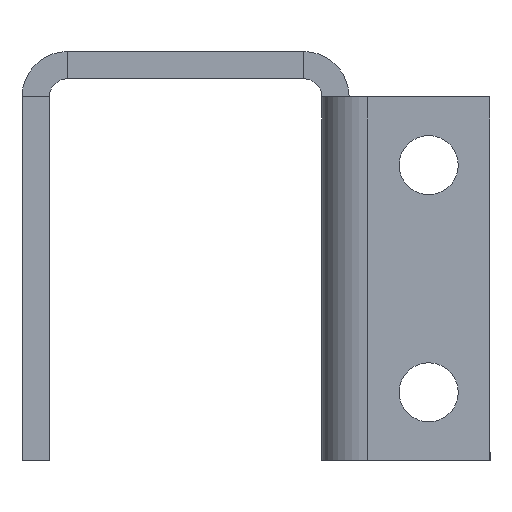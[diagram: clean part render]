
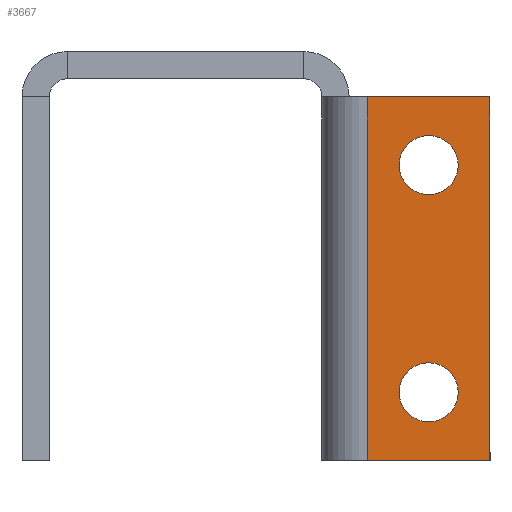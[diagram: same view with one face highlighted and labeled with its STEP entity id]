
A CAD part, left-side view. The second image highlights one B-rep face of the part: STEP entity #3667.
In plain terms, the highlighted planar face has unit normal (-1, 0, 0).
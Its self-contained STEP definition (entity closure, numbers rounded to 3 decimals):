
#19 = EDGE_CURVE ( 'NONE', #6091, #6739, #2330, .T. ) ;
#22 = DIRECTION ( 'NONE',  ( 0., -1., 0. ) ) ;
#90 = CARTESIAN_POINT ( 'NONE',  ( -724., 0., -45. ) ) ;
#405 = VERTEX_POINT ( 'NONE', #5739 ) ;
#501 = VERTEX_POINT ( 'NONE', #6357 ) ;
#572 = CARTESIAN_POINT ( 'NONE',  ( -724., -15.5, 0. ) ) ;
#656 = VERTEX_POINT ( 'NONE', #4518 ) ;
#831 = DIRECTION ( 'NONE',  ( 0., 0., 1. ) ) ;
#902 = FACE_BOUND ( 'NONE', #4224, .T. ) ;
#1003 = CARTESIAN_POINT ( 'NONE',  ( -724., -8.75, -37.5 ) ) ;
#1309 = LINE ( 'NONE', #572, #4503 ) ;
#1528 = DIRECTION ( 'NONE',  ( 0., -1., 0. ) ) ;
#1555 = DIRECTION ( 'NONE',  ( 0., 0., -1. ) ) ;
#1591 = DIRECTION ( 'NONE',  ( 1., 0., 0. ) ) ;
#1603 = CARTESIAN_POINT ( 'NONE',  ( -724., 0., 0. ) ) ;
#1831 = PLANE ( 'NONE',  #2885 ) ;
#1902 = VERTEX_POINT ( 'NONE', #2601 ) ;
#2082 = VECTOR ( 'NONE', #4343, 1000. ) ;
#2117 = ORIENTED_EDGE ( 'NONE', *, *, #6885, .F. ) ;
#2305 = ORIENTED_EDGE ( 'NONE', *, *, #5501, .F. ) ;
#2330 = LINE ( 'NONE', #4274, #2082 ) ;
#2381 = EDGE_CURVE ( 'NONE', #656, #6739, #3190, .T. ) ;
#2459 = ORIENTED_EDGE ( 'NONE', *, *, #2381, .F. ) ;
#2601 = CARTESIAN_POINT ( 'NONE',  ( -724., -12., -12.5 ) ) ;
#2633 = ORIENTED_EDGE ( 'NONE', *, *, #3921, .T. ) ;
#2720 = ORIENTED_EDGE ( 'NONE', *, *, #3826, .T. ) ;
#2885 = AXIS2_PLACEMENT_3D ( 'NONE', #1603, #1591, #1555 ) ;
#2992 = ORIENTED_EDGE ( 'NONE', *, *, #19, .T. ) ;
#3044 = EDGE_LOOP ( 'NONE', ( #2117 ) ) ;
#3045 = CIRCLE ( 'NONE', #3966, 3.25 ) ;
#3190 = LINE ( 'NONE', #3408, #5860 ) ;
#3324 = VECTOR ( 'NONE', #22, 1000. ) ;
#3408 = CARTESIAN_POINT ( 'NONE',  ( -724., -2., -5. ) ) ;
#3462 = DIRECTION ( 'NONE',  ( 0., -1., 0. ) ) ;
#3485 = DIRECTION ( 'NONE',  ( -1., 0., 0. ) ) ;
#3494 = LINE ( 'NONE', #90, #3324 ) ;
#3512 = CARTESIAN_POINT ( 'NONE',  ( -724., -8.75, -12.5 ) ) ;
#3667 = ADVANCED_FACE ( 'NONE', ( #3749, #902, #6740 ), #1831, .F. ) ;
#3749 = FACE_BOUND ( 'NONE', #3044, .T. ) ;
#3826 = EDGE_CURVE ( 'NONE', #405, #6091, #1309, .T. ) ;
#3921 = EDGE_CURVE ( 'NONE', #656, #405, #3494, .T. ) ;
#3966 = AXIS2_PLACEMENT_3D ( 'NONE', #3512, #3485, #3462 ) ;
#4224 = EDGE_LOOP ( 'NONE', ( #2305 ) ) ;
#4274 = CARTESIAN_POINT ( 'NONE',  ( -724., 0., -5. ) ) ;
#4343 = DIRECTION ( 'NONE',  ( 0., 1., 0. ) ) ;
#4357 = DIRECTION ( 'NONE',  ( 0., 0., 1. ) ) ;
#4503 = VECTOR ( 'NONE', #831, 1000. ) ;
#4518 = CARTESIAN_POINT ( 'NONE',  ( -724., -2., -45. ) ) ;
#4744 = DIRECTION ( 'NONE',  ( -1., 0., 0. ) ) ;
#5002 = EDGE_LOOP ( 'NONE', ( #2459, #2633, #2720, #2992 ) ) ;
#5127 = CIRCLE ( 'NONE', #5396, 3.25 ) ;
#5162 = CARTESIAN_POINT ( 'NONE',  ( -724., -2., -5. ) ) ;
#5396 = AXIS2_PLACEMENT_3D ( 'NONE', #1003, #4744, #1528 ) ;
#5501 = EDGE_CURVE ( 'NONE', #1902, #1902, #3045, .T. ) ;
#5739 = CARTESIAN_POINT ( 'NONE',  ( -724., -15.5, -45. ) ) ;
#5860 = VECTOR ( 'NONE', #4357, 1000. ) ;
#6091 = VERTEX_POINT ( 'NONE', #6708 ) ;
#6357 = CARTESIAN_POINT ( 'NONE',  ( -724., -12., -37.5 ) ) ;
#6708 = CARTESIAN_POINT ( 'NONE',  ( -724., -15.5, -5. ) ) ;
#6739 = VERTEX_POINT ( 'NONE', #5162 ) ;
#6740 = FACE_OUTER_BOUND ( 'NONE', #5002, .T. ) ;
#6885 = EDGE_CURVE ( 'NONE', #501, #501, #5127, .T. ) ;
